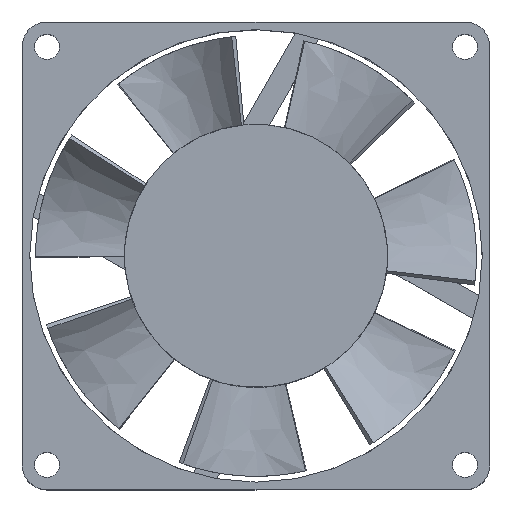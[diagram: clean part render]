
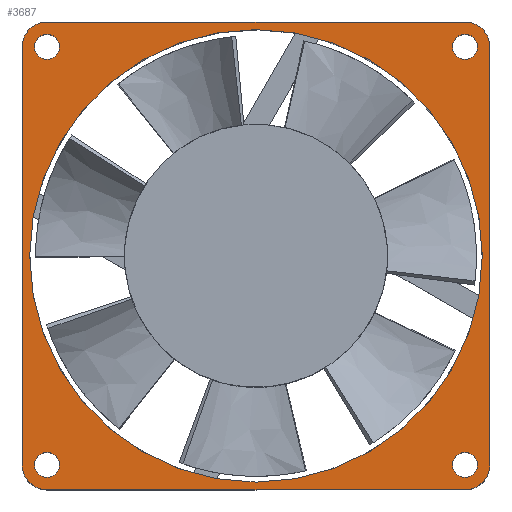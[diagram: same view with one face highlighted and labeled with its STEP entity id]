
A CAD part, top view. The second image highlights one B-rep face of the part: STEP entity #3687.
In plain terms, the highlighted planar face has unit normal (0, 0, 1).
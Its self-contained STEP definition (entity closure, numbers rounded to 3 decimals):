
#72 = VERTEX_POINT ( 'NONE', #225 ) ;
#80 = VERTEX_POINT ( 'NONE', #243 ) ;
#83 = VERTEX_POINT ( 'NONE', #246 ) ;
#85 = VERTEX_POINT ( 'NONE', #248 ) ;
#95 = VERTEX_POINT ( 'NONE', #258 ) ;
#99 = VERTEX_POINT ( 'NONE', #262 ) ;
#113 = VERTEX_POINT ( 'NONE', #276 ) ;
#125 = VERTEX_POINT ( 'NONE', #288 ) ;
#225 = CARTESIAN_POINT ( 'NONE',  ( 40., 35.75, 25. ) ) ;
#243 = CARTESIAN_POINT ( 'NONE',  ( -40., 35.75, 25. ) ) ;
#246 = CARTESIAN_POINT ( 'NONE',  ( 35.75, 40., 25. ) ) ;
#248 = CARTESIAN_POINT ( 'NONE',  ( -35.75, 40., 25. ) ) ;
#258 = CARTESIAN_POINT ( 'NONE',  ( -40., -35.75, 25. ) ) ;
#262 = CARTESIAN_POINT ( 'NONE',  ( 40., -35.75, 25. ) ) ;
#276 = CARTESIAN_POINT ( 'NONE',  ( 35.75, -40., 25. ) ) ;
#288 = CARTESIAN_POINT ( 'NONE',  ( -35.75, -40., 25. ) ) ;
#432 = CARTESIAN_POINT ( 'NONE',  ( -35.75, -35.75, 25. ) ) ;
#456 = CARTESIAN_POINT ( 'NONE',  ( 35.75, 35.75, 25. ) ) ;
#478 = DIRECTION ( 'NONE',  ( 0., 0., 1. ) ) ;
#479 = DIRECTION ( 'NONE',  ( 1., 0., 0. ) ) ;
#480 = DIRECTION ( 'NONE',  ( 0., 0., 1. ) ) ;
#481 = DIRECTION ( 'NONE',  ( 1., 0., 0. ) ) ;
#696 = CARTESIAN_POINT ( 'NONE',  ( 35.75, 40., 25. ) ) ;
#697 = DIRECTION ( 'NONE',  ( -1., 0., 0. ) ) ;
#700 = CARTESIAN_POINT ( 'NONE',  ( 35.75, -35.75, 25. ) ) ;
#702 = DIRECTION ( 'NONE',  ( 0., 0., 1. ) ) ;
#703 = DIRECTION ( 'NONE',  ( 0., -1., 0. ) ) ;
#709 = CARTESIAN_POINT ( 'NONE',  ( -40., 35.75, 25. ) ) ;
#710 = DIRECTION ( 'NONE',  ( 0., -1., 0. ) ) ;
#822 = EDGE_CURVE ( 'NONE', #1781, #1781, #3133, .T. ) ;
#823 = EDGE_CURVE ( 'NONE', #95, #125, #3134, .T. ) ;
#867 = EDGE_CURVE ( 'NONE', #83, #85, #3186, .T. ) ;
#869 = EDGE_CURVE ( 'NONE', #1791, #1791, #3193, .T. ) ;
#872 = EDGE_CURVE ( 'NONE', #80, #95, #3195, .T. ) ;
#931 = EDGE_CURVE ( 'NONE', #1797, #1797, #3270, .T. ) ;
#963 = EDGE_CURVE ( 'NONE', #1805, #1805, #3314, .T. ) ;
#973 = EDGE_CURVE ( 'NONE', #125, #113, #3315, .T. ) ;
#975 = EDGE_CURVE ( 'NONE', #99, #72, #3325, .T. ) ;
#977 = EDGE_CURVE ( 'NONE', #72, #83, #3330, .T. ) ;
#993 = EDGE_CURVE ( 'NONE', #85, #80, #3350, .T. ) ;
#995 = EDGE_CURVE ( 'NONE', #113, #99, #3352, .T. ) ;
#1038 = EDGE_CURVE ( 'NONE', #1813, #1813, #3410, .T. ) ;
#1067 = AXIS2_PLACEMENT_3D ( 'NONE', #456, #478, #479 ) ;
#1068 = AXIS2_PLACEMENT_3D ( 'NONE', #432, #480, #481 ) ;
#1076 = AXIS2_PLACEMENT_3D ( 'NONE', #700, #702, #703 ) ;
#1084 = AXIS2_PLACEMENT_3D ( 'NONE', #2090, #2103, #2104 ) ;
#1094 = AXIS2_PLACEMENT_3D ( 'NONE', #2216, #2228, #2229 ) ;
#1098 = AXIS2_PLACEMENT_3D ( 'NONE', #2287, #2316, #2317 ) ;
#1102 = AXIS2_PLACEMENT_3D ( 'NONE', #2358, #2369, #2370 ) ;
#1103 = AXIS2_PLACEMENT_3D ( 'NONE', #2395, #2396, #2397 ) ;
#1111 = AXIS2_PLACEMENT_3D ( 'NONE', #1320, #1327, #1328 ) ;
#1194 = AXIS2_PLACEMENT_3D ( 'NONE', #1743, #1749, #1750 ) ;
#1320 = CARTESIAN_POINT ( 'NONE',  ( 0., 0., 25. ) ) ;
#1327 = DIRECTION ( 'NONE',  ( 0., 0., 1. ) ) ;
#1328 = DIRECTION ( 'NONE',  ( 1., 0., 0. ) ) ;
#1743 = CARTESIAN_POINT ( 'NONE',  ( 0., 0., 25. ) ) ;
#1744 = PLANE ( 'NONE',  #1194 ) ;
#1749 = DIRECTION ( 'NONE',  ( 0., 0., 1. ) ) ;
#1750 = DIRECTION ( 'NONE',  ( 1., 0., 0. ) ) ;
#1781 = VERTEX_POINT ( 'NONE', #1782 ) ;
#1782 = CARTESIAN_POINT ( 'NONE',  ( 37.9, 35.75, 25. ) ) ;
#1791 = VERTEX_POINT ( 'NONE', #1792 ) ;
#1792 = CARTESIAN_POINT ( 'NONE',  ( 35.75, -37.9, 25. ) ) ;
#1797 = VERTEX_POINT ( 'NONE', #1798 ) ;
#1798 = CARTESIAN_POINT ( 'NONE',  ( -37.9, -35.75, 25. ) ) ;
#1805 = VERTEX_POINT ( 'NONE', #1806 ) ;
#1806 = CARTESIAN_POINT ( 'NONE',  ( -35.75, 37.9, 25. ) ) ;
#1813 = VERTEX_POINT ( 'NONE', #1814 ) ;
#1814 = CARTESIAN_POINT ( 'NONE',  ( 38.7, 0., 25. ) ) ;
#2090 = CARTESIAN_POINT ( 'NONE',  ( -35.75, -35.75, 25. ) ) ;
#2103 = DIRECTION ( 'NONE',  ( 0., 0., 1. ) ) ;
#2104 = DIRECTION ( 'NONE',  ( -1., 0., 0. ) ) ;
#2216 = CARTESIAN_POINT ( 'NONE',  ( -35.75, 35.75, 25. ) ) ;
#2228 = DIRECTION ( 'NONE',  ( 0., 0., 1. ) ) ;
#2229 = DIRECTION ( 'NONE',  ( 0., 1., 0. ) ) ;
#2287 = CARTESIAN_POINT ( 'NONE',  ( 35.75, 35.75, 25. ) ) ;
#2306 = CARTESIAN_POINT ( 'NONE',  ( -35.75, -40., 25. ) ) ;
#2307 = DIRECTION ( 'NONE',  ( 1., 0., 0. ) ) ;
#2310 = CARTESIAN_POINT ( 'NONE',  ( 40., -35.75, 25. ) ) ;
#2311 = DIRECTION ( 'NONE',  ( 0., 1., 0. ) ) ;
#2316 = DIRECTION ( 'NONE',  ( 0., 0., 1. ) ) ;
#2317 = DIRECTION ( 'NONE',  ( 1., 0., 0. ) ) ;
#2358 = CARTESIAN_POINT ( 'NONE',  ( -35.75, 35.75, 25. ) ) ;
#2369 = DIRECTION ( 'NONE',  ( 0., 0., 1. ) ) ;
#2370 = DIRECTION ( 'NONE',  ( 1., 0., 0. ) ) ;
#2395 = CARTESIAN_POINT ( 'NONE',  ( 35.75, -35.75, 25. ) ) ;
#2396 = DIRECTION ( 'NONE',  ( 0., 0., 1. ) ) ;
#2397 = DIRECTION ( 'NONE',  ( 1., 0., 0. ) ) ;
#2570 = EDGE_LOOP ( 'NONE', ( #2654 ) ) ;
#2578 = EDGE_LOOP ( 'NONE', ( #2653 ) ) ;
#2597 = EDGE_LOOP ( 'NONE', ( #2663 ) ) ;
#2601 = EDGE_LOOP ( 'NONE', ( #2655, #2656, #2657, #2658, #2659, #2660, #2661, #2662 ) ) ;
#2602 = EDGE_LOOP ( 'NONE', ( #2664 ) ) ;
#2603 = EDGE_LOOP ( 'NONE', ( #2652 ) ) ;
#2652 = ORIENTED_EDGE ( 'NONE', *, *, #931, .F. ) ;
#2653 = ORIENTED_EDGE ( 'NONE', *, *, #822, .F. ) ;
#2654 = ORIENTED_EDGE ( 'NONE', *, *, #1038, .F. ) ;
#2655 = ORIENTED_EDGE ( 'NONE', *, *, #872, .T. ) ;
#2656 = ORIENTED_EDGE ( 'NONE', *, *, #823, .T. ) ;
#2657 = ORIENTED_EDGE ( 'NONE', *, *, #973, .T. ) ;
#2658 = ORIENTED_EDGE ( 'NONE', *, *, #995, .T. ) ;
#2659 = ORIENTED_EDGE ( 'NONE', *, *, #975, .T. ) ;
#2660 = ORIENTED_EDGE ( 'NONE', *, *, #977, .T. ) ;
#2661 = ORIENTED_EDGE ( 'NONE', *, *, #867, .T. ) ;
#2662 = ORIENTED_EDGE ( 'NONE', *, *, #993, .T. ) ;
#2663 = ORIENTED_EDGE ( 'NONE', *, *, #869, .F. ) ;
#2664 = ORIENTED_EDGE ( 'NONE', *, *, #963, .F. ) ;
#3133 = CIRCLE ( 'NONE', #1067, 2.15 ) ;
#3134 = CIRCLE ( 'NONE', #1068, 4.25 ) ;
#3186 = LINE ( 'NONE', #696, #3188 ) ;
#3188 = VECTOR ( 'NONE', #697, 1000. ) ;
#3193 = CIRCLE ( 'NONE', #1076, 2.15 ) ;
#3195 = LINE ( 'NONE', #709, #3196 ) ;
#3196 = VECTOR ( 'NONE', #710, 1000. ) ;
#3270 = CIRCLE ( 'NONE', #1084, 2.15 ) ;
#3313 = VECTOR ( 'NONE', #2307, 1000. ) ;
#3314 = CIRCLE ( 'NONE', #1094, 2.15 ) ;
#3315 = LINE ( 'NONE', #2306, #3313 ) ;
#3325 = LINE ( 'NONE', #2310, #3326 ) ;
#3326 = VECTOR ( 'NONE', #2311, 1000. ) ;
#3330 = CIRCLE ( 'NONE', #1098, 4.25 ) ;
#3350 = CIRCLE ( 'NONE', #1102, 4.25 ) ;
#3352 = CIRCLE ( 'NONE', #1103, 4.25 ) ;
#3410 = CIRCLE ( 'NONE', #1111, 38.7 ) ;
#3577 = FACE_BOUND ( 'NONE', #2597, .T. ) ;
#3585 = FACE_BOUND ( 'NONE', #2602, .T. ) ;
#3586 = FACE_BOUND ( 'NONE', #2578, .T. ) ;
#3587 = FACE_BOUND ( 'NONE', #2603, .T. ) ;
#3589 = FACE_BOUND ( 'NONE', #2570, .T. ) ;
#3591 = FACE_OUTER_BOUND ( 'NONE', #2601, .T. ) ;
#3687 = ADVANCED_FACE ( 'NONE', ( #3587, #3586, #3589, #3591, #3577, #3585 ), #1744, .T. ) ;
